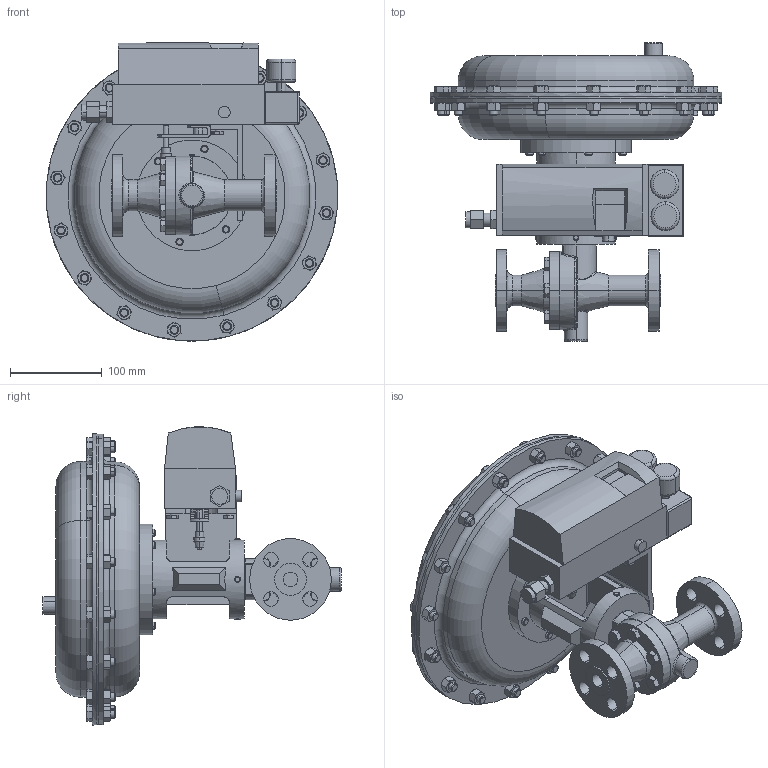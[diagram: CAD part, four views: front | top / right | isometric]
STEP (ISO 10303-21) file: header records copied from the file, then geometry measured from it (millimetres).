
FILE_DESCRIPTION (( 'STEP AP203' ), '1' );
FILE_NAME ('70SP-050-CS+S6-I5-55M-16IQ.STEP', '2017-09-11T13:12:50', ( '' ), ( '' ), 'SwSTEP 2.0', 'SolidWorks 2014', '' );
FILE_SCHEMA (( 'CONFIG_CONTROL_DESIGN' ));
Length unit declared in the file: inch
Products named in the file (1): 70SP-050-CS+S6-I5-55M-16IQ
Bounding box: 317.5 x 325.25 x 324.83 mm (x, y, z)
Volume: 6954916.2 mm3; surface area: 443929 mm2
Topology: 1 solids, 1 shells, 1085 faces, 2485 edges, 1491 vertices
Faces by surface type: plane 438, cone 396, cylinder 194, torus 38, bspline 13, sphere 6
Entity records: 34495 total; most frequent: CARTESIAN_POINT 10939, ORIENTED_EDGE 4962, DIRECTION 4721, EDGE_CURVE 2481, AXIS2_PLACEMENT_3D 1917, VERTEX_POINT 1491, EDGE_LOOP 1198, FACE_OUTER_BOUND 1085
